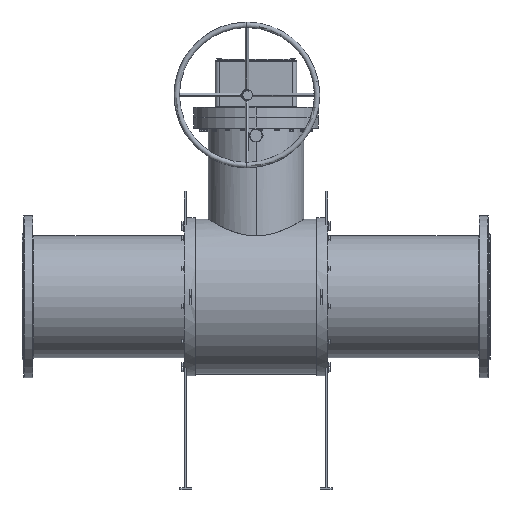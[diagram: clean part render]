
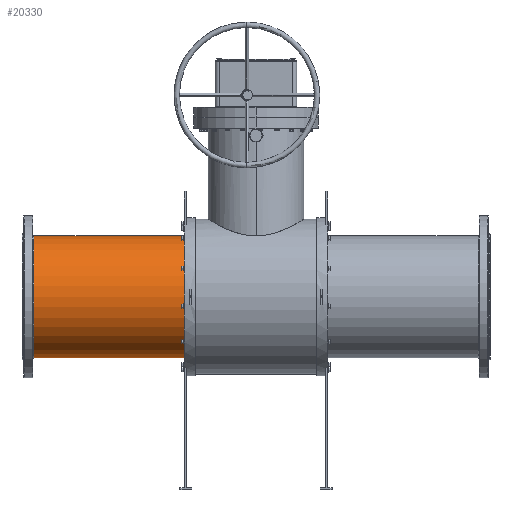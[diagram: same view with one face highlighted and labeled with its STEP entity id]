
A CAD part, top view. The second image highlights one B-rep face of the part: STEP entity #20330.
In plain terms, the highlighted cylindrical face has radius 335 mm (diameter 670 mm), a partial arc.
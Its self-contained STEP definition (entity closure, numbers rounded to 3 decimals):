
#1152 = AXIS2_PLACEMENT_3D ( 'NONE', #9693, #9537, #25346 ) ;
#1613 = EDGE_LOOP ( 'NONE', ( #16715, #14283, #2082, #20387 ) ) ;
#2082 = ORIENTED_EDGE ( 'NONE', *, *, #22894, .T. ) ;
#2679 = VERTEX_POINT ( 'NONE', #24517 ) ;
#3878 = VERTEX_POINT ( 'NONE', #7200 ) ;
#5469 = VERTEX_POINT ( 'NONE', #27047 ) ;
#5739 = DIRECTION ( 'NONE',  ( -1., 0., 0. ) ) ;
#7200 = CARTESIAN_POINT ( 'NONE',  ( -1220., 335., 0. ) ) ;
#8229 = CARTESIAN_POINT ( 'NONE',  ( -1220., 0., 0. ) ) ;
#8417 = DIRECTION ( 'NONE',  ( 0., 0., 1. ) ) ;
#8592 = VECTOR ( 'NONE', #14655, 1000. ) ;
#9537 = DIRECTION ( 'NONE',  ( -1., 0., 0. ) ) ;
#9693 = CARTESIAN_POINT ( 'NONE',  ( -1285., 0., 0. ) ) ;
#10056 = LINE ( 'NONE', #16555, #10571 ) ;
#10210 = DIRECTION ( 'NONE',  ( -1., 0., 0. ) ) ;
#10571 = VECTOR ( 'NONE', #5739, 1000. ) ;
#11294 = VERTEX_POINT ( 'NONE', #28362 ) ;
#11310 = EDGE_CURVE ( 'NONE', #11294, #5469, #10056, .T. ) ;
#12079 = DIRECTION ( 'NONE',  ( 1., 0., 0. ) ) ;
#12226 = EDGE_CURVE ( 'NONE', #2679, #3878, #19079, .T. ) ;
#13537 = CIRCLE ( 'NONE', #15425, 335. ) ;
#14283 = ORIENTED_EDGE ( 'NONE', *, *, #12226, .T. ) ;
#14655 = DIRECTION ( 'NONE',  ( -1., 0., 0. ) ) ;
#15425 = AXIS2_PLACEMENT_3D ( 'NONE', #8229, #12079, #21700 ) ;
#16555 = CARTESIAN_POINT ( 'NONE',  ( -1285., -335., 0. ) ) ;
#16715 = ORIENTED_EDGE ( 'NONE', *, *, #21204, .T. ) ;
#18987 = CYLINDRICAL_SURFACE ( 'NONE', #1152, 335. ) ;
#19079 = LINE ( 'NONE', #26004, #8592 ) ;
#19498 = CARTESIAN_POINT ( 'NONE',  ( -393., 0., 0. ) ) ;
#20330 = ADVANCED_FACE ( 'NONE', ( #23586 ), #18987, .T. ) ;
#20387 = ORIENTED_EDGE ( 'NONE', *, *, #11310, .F. ) ;
#21204 = EDGE_CURVE ( 'NONE', #11294, #2679, #27117, .T. ) ;
#21700 = DIRECTION ( 'NONE',  ( 0., -1., 0. ) ) ;
#22894 = EDGE_CURVE ( 'NONE', #3878, #5469, #13537, .T. ) ;
#23586 = FACE_OUTER_BOUND ( 'NONE', #1613, .T. ) ;
#24517 = CARTESIAN_POINT ( 'NONE',  ( -393., 335., 0. ) ) ;
#24769 = AXIS2_PLACEMENT_3D ( 'NONE', #19498, #10210, #8417 ) ;
#25346 = DIRECTION ( 'NONE',  ( 0., -1., 0. ) ) ;
#26004 = CARTESIAN_POINT ( 'NONE',  ( -1285., 335., 0. ) ) ;
#27047 = CARTESIAN_POINT ( 'NONE',  ( -1220., -335., 0. ) ) ;
#27117 = CIRCLE ( 'NONE', #24769, 335. ) ;
#28362 = CARTESIAN_POINT ( 'NONE',  ( -393., -335., 0. ) ) ;
